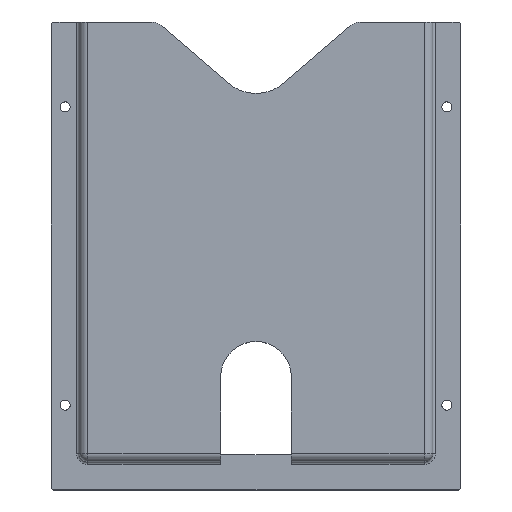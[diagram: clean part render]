
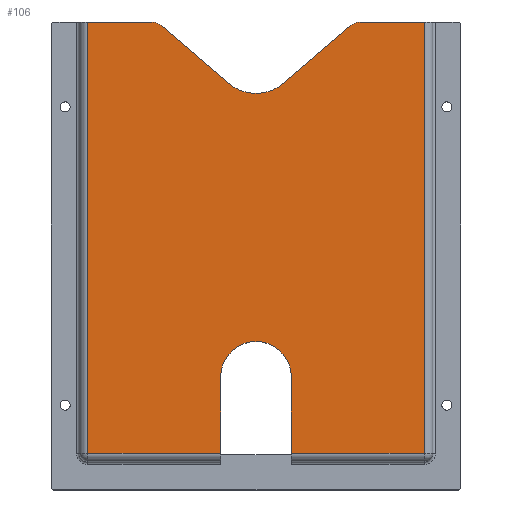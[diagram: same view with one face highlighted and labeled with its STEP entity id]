
A CAD part, top view. The second image highlights one B-rep face of the part: STEP entity #106.
In plain terms, the highlighted planar face has unit normal (0, 0, 1).
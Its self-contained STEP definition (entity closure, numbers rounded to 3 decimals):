
#81 = DIRECTION ( 'NONE',  ( -1., 0., 0. ) ) ;
#88 = EDGE_CURVE ( 'NONE', #1377, #1720, #1653, .T. ) ;
#96 = LINE ( 'NONE', #2020, #593 ) ;
#99 = DIRECTION ( 'NONE',  ( -1., 0., 0. ) ) ;
#106 = ADVANCED_FACE ( 'NONE', ( #850 ), #1007, .F. ) ;
#109 = DIRECTION ( 'NONE',  ( -1., 0., 0. ) ) ;
#117 = AXIS2_PLACEMENT_3D ( 'NONE', #713, #482, #251 ) ;
#180 = DIRECTION ( 'NONE',  ( -1., 0., 0. ) ) ;
#190 = CARTESIAN_POINT ( 'NONE',  ( 12.5, 8., 12.5 ) ) ;
#214 = VERTEX_POINT ( 'NONE', #969 ) ;
#251 = DIRECTION ( 'NONE',  ( 1., 0., 0. ) ) ;
#301 = CARTESIAN_POINT ( 'NONE',  ( -62.5, 165.5, 12.5 ) ) ;
#319 = DIRECTION ( 'NONE',  ( 0., 0., -1. ) ) ;
#332 = CARTESIAN_POINT ( 'NONE',  ( -62.5, 165.5, 12.5 ) ) ;
#336 = VERTEX_POINT ( 'NONE', #2000 ) ;
#356 = VECTOR ( 'NONE', #1575, 1000. ) ;
#389 = ORIENTED_EDGE ( 'NONE', *, *, #1909, .T. ) ;
#406 = DIRECTION ( 'NONE',  ( 0., 0., 1. ) ) ;
#417 = LINE ( 'NONE', #190, #978 ) ;
#419 = ORIENTED_EDGE ( 'NONE', *, *, #720, .T. ) ;
#435 = EDGE_CURVE ( 'NONE', #336, #644, #1212, .T. ) ;
#482 = DIRECTION ( 'NONE',  ( 0., 0., 1. ) ) ;
#535 = EDGE_CURVE ( 'NONE', #1073, #1720, #96, .T. ) ;
#539 = EDGE_CURVE ( 'NONE', #1878, #1526, #575, .T. ) ;
#554 = CARTESIAN_POINT ( 'NONE',  ( 59.5, 13., 12.5 ) ) ;
#558 = ORIENTED_EDGE ( 'NONE', *, *, #1305, .T. ) ;
#562 = AXIS2_PLACEMENT_3D ( 'NONE', #1602, #1384, #1169 ) ;
#566 = LINE ( 'NONE', #332, #670 ) ;
#575 = CIRCLE ( 'NONE', #562, 5. ) ;
#585 = ORIENTED_EDGE ( 'NONE', *, *, #539, .T. ) ;
#593 = VECTOR ( 'NONE', #1812, 1000. ) ;
#644 = VERTEX_POINT ( 'NONE', #683 ) ;
#646 = CARTESIAN_POINT ( 'NONE',  ( 36.85, 160.5, 12.5 ) ) ;
#670 = VECTOR ( 'NONE', #109, 1000. ) ;
#683 = CARTESIAN_POINT ( 'NONE',  ( 36.85, 165.5, 12.5 ) ) ;
#711 = CARTESIAN_POINT ( 'NONE',  ( -12.5, 13., 12.5 ) ) ;
#713 = CARTESIAN_POINT ( 'NONE',  ( 0., 40., 12.5 ) ) ;
#718 = VECTOR ( 'NONE', #81, 1000. ) ;
#720 = EDGE_CURVE ( 'NONE', #1540, #1377, #1998, .T. ) ;
#728 = ORIENTED_EDGE ( 'NONE', *, *, #1269, .F. ) ;
#757 = ORIENTED_EDGE ( 'NONE', *, *, #1340, .T. ) ;
#850 = FACE_OUTER_BOUND ( 'NONE', #1761, .T. ) ;
#879 = VERTEX_POINT ( 'NONE', #880 ) ;
#880 = CARTESIAN_POINT ( 'NONE',  ( 59.5, 13., 12.5 ) ) ;
#896 = AXIS2_PLACEMENT_3D ( 'NONE', #955, #1123, #897 ) ;
#897 = DIRECTION ( 'NONE',  ( 1., 0., 0. ) ) ;
#955 = CARTESIAN_POINT ( 'NONE',  ( 0., 155.256, 12.5 ) ) ;
#959 = ORIENTED_EDGE ( 'NONE', *, *, #1842, .F. ) ;
#969 = CARTESIAN_POINT ( 'NONE',  ( 12.5, 40., 12.5 ) ) ;
#978 = VECTOR ( 'NONE', #2111, 1000. ) ;
#1003 = VECTOR ( 'NONE', #1682, 1000. ) ;
#1007 = PLANE ( 'NONE',  #1021 ) ;
#1021 = AXIS2_PLACEMENT_3D ( 'NONE', #554, #319, #99 ) ;
#1073 = VERTEX_POINT ( 'NONE', #1934 ) ;
#1088 = ORIENTED_EDGE ( 'NONE', *, *, #88, .T. ) ;
#1123 = DIRECTION ( 'NONE',  ( 0., 0., 1. ) ) ;
#1138 = CARTESIAN_POINT ( 'NONE',  ( -36.85, 165.5, 12.5 ) ) ;
#1169 = DIRECTION ( 'NONE',  ( -1., 0., 0. ) ) ;
#1186 = VECTOR ( 'NONE', #1222, 1000. ) ;
#1191 = EDGE_CURVE ( 'NONE', #644, #1287, #1234, .T. ) ;
#1212 = LINE ( 'NONE', #301, #718 ) ;
#1222 = DIRECTION ( 'NONE',  ( 1., 0., 0. ) ) ;
#1224 = CARTESIAN_POINT ( 'NONE',  ( -59.5, 13., 12.5 ) ) ;
#1234 = CIRCLE ( 'NONE', #1785, 5. ) ;
#1255 = VECTOR ( 'NONE', #1267, 1000. ) ;
#1267 = DIRECTION ( 'NONE',  ( 0.759, -0.651, 0. ) ) ;
#1269 = EDGE_CURVE ( 'NONE', #1630, #214, #417, .T. ) ;
#1271 = EDGE_CURVE ( 'NONE', #1878, #2100, #1699, .T. ) ;
#1287 = VERTEX_POINT ( 'NONE', #2065 ) ;
#1305 = EDGE_CURVE ( 'NONE', #879, #336, #2014, .T. ) ;
#1333 = EDGE_CURVE ( 'NONE', #214, #1073, #1625, .T. ) ;
#1340 = EDGE_CURVE ( 'NONE', #1630, #879, #1963, .T. ) ;
#1377 = VERTEX_POINT ( 'NONE', #1224 ) ;
#1384 = DIRECTION ( 'NONE',  ( 0., 0., 1. ) ) ;
#1417 = VECTOR ( 'NONE', #1595, 1000. ) ;
#1439 = CARTESIAN_POINT ( 'NONE',  ( 59.5, 13., 12.5 ) ) ;
#1477 = CARTESIAN_POINT ( 'NONE',  ( -35., 165.5, 12.5 ) ) ;
#1478 = ORIENTED_EDGE ( 'NONE', *, *, #1560, .F. ) ;
#1498 = CARTESIAN_POINT ( 'NONE',  ( -33.596, 164.296, 12.5 ) ) ;
#1525 = CARTESIAN_POINT ( 'NONE',  ( 12.5, 13., 12.5 ) ) ;
#1526 = VERTEX_POINT ( 'NONE', #1138 ) ;
#1538 = DIRECTION ( 'NONE',  ( 1., 0., 0. ) ) ;
#1540 = VERTEX_POINT ( 'NONE', #1732 ) ;
#1560 = EDGE_CURVE ( 'NONE', #1708, #1287, #2098, .T. ) ;
#1575 = DIRECTION ( 'NONE',  ( 0., -1., 0. ) ) ;
#1580 = ORIENTED_EDGE ( 'NONE', *, *, #435, .T. ) ;
#1592 = CARTESIAN_POINT ( 'NONE',  ( 9.762, 143.867, 12.5 ) ) ;
#1595 = DIRECTION ( 'NONE',  ( 0., 1., 0. ) ) ;
#1602 = CARTESIAN_POINT ( 'NONE',  ( -36.85, 160.5, 12.5 ) ) ;
#1625 = CIRCLE ( 'NONE', #117, 12.5 ) ;
#1630 = VERTEX_POINT ( 'NONE', #1525 ) ;
#1653 = LINE ( 'NONE', #1439, #1186 ) ;
#1682 = DIRECTION ( 'NONE',  ( 0.759, 0.651, 0. ) ) ;
#1692 = CARTESIAN_POINT ( 'NONE',  ( -9.762, 143.867, 12.5 ) ) ;
#1699 = LINE ( 'NONE', #1477, #1255 ) ;
#1708 = VERTEX_POINT ( 'NONE', #1592 ) ;
#1720 = VERTEX_POINT ( 'NONE', #711 ) ;
#1732 = CARTESIAN_POINT ( 'NONE',  ( -59.5, 165.5, 12.5 ) ) ;
#1759 = CARTESIAN_POINT ( 'NONE',  ( 59.5, 13., 12.5 ) ) ;
#1761 = EDGE_LOOP ( 'NONE', ( #1580, #2045, #1478, #959, #2068, #585, #389, #419, #1088, #1797, #1981, #728, #757, #558 ) ) ;
#1785 = AXIS2_PLACEMENT_3D ( 'NONE', #646, #406, #180 ) ;
#1790 = CARTESIAN_POINT ( 'NONE',  ( -59.5, 13., 12.5 ) ) ;
#1797 = ORIENTED_EDGE ( 'NONE', *, *, #535, .F. ) ;
#1804 = CARTESIAN_POINT ( 'NONE',  ( 59.5, 13., 12.5 ) ) ;
#1812 = DIRECTION ( 'NONE',  ( 0., -1., 0. ) ) ;
#1831 = VECTOR ( 'NONE', #1538, 1000. ) ;
#1842 = EDGE_CURVE ( 'NONE', #2100, #1708, #2104, .T. ) ;
#1878 = VERTEX_POINT ( 'NONE', #1498 ) ;
#1891 = CARTESIAN_POINT ( 'NONE',  ( 9.762, 143.867, 12.5 ) ) ;
#1909 = EDGE_CURVE ( 'NONE', #1526, #1540, #566, .T. ) ;
#1934 = CARTESIAN_POINT ( 'NONE',  ( -12.5, 40., 12.5 ) ) ;
#1963 = LINE ( 'NONE', #1759, #1831 ) ;
#1981 = ORIENTED_EDGE ( 'NONE', *, *, #1333, .F. ) ;
#1998 = LINE ( 'NONE', #1790, #356 ) ;
#2000 = CARTESIAN_POINT ( 'NONE',  ( 59.5, 165.5, 12.5 ) ) ;
#2014 = LINE ( 'NONE', #1804, #1417 ) ;
#2020 = CARTESIAN_POINT ( 'NONE',  ( -12.5, 40., 12.5 ) ) ;
#2045 = ORIENTED_EDGE ( 'NONE', *, *, #1191, .T. ) ;
#2065 = CARTESIAN_POINT ( 'NONE',  ( 33.596, 164.296, 12.5 ) ) ;
#2068 = ORIENTED_EDGE ( 'NONE', *, *, #1271, .F. ) ;
#2098 = LINE ( 'NONE', #1891, #1003 ) ;
#2100 = VERTEX_POINT ( 'NONE', #1692 ) ;
#2104 = CIRCLE ( 'NONE', #896, 15. ) ;
#2111 = DIRECTION ( 'NONE',  ( 0., 1., 0. ) ) ;
